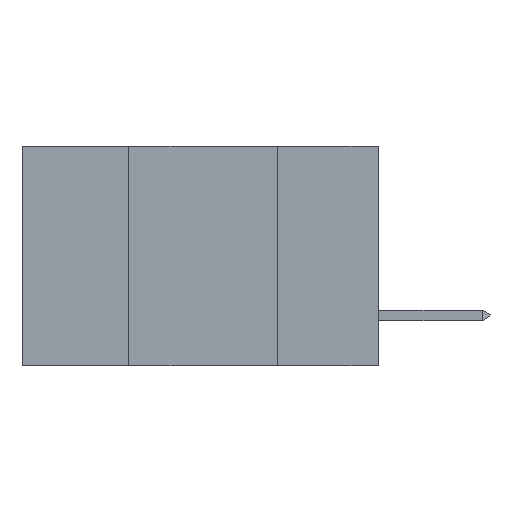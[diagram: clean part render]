
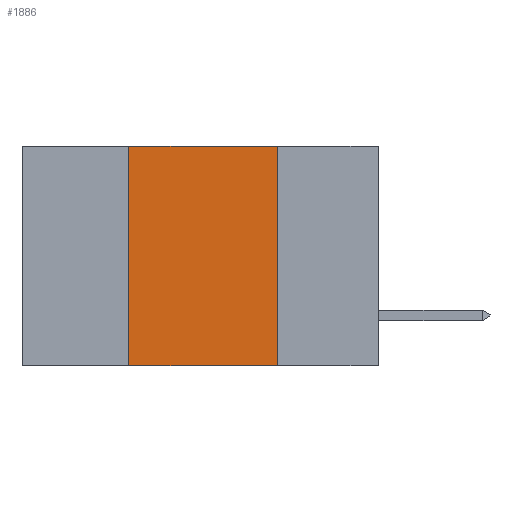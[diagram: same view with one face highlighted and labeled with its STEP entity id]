
A CAD part, left-side view. The second image highlights one B-rep face of the part: STEP entity #1886.
In plain terms, the highlighted planar face has unit normal (-1, 0, 0).
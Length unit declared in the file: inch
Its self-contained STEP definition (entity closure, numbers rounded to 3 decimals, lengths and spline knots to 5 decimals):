
#45 = PLANE ( 'NONE',  #2410 ) ;
#257 = DIRECTION ( 'NONE',  ( 0., -1., 0. ) ) ;
#397 = EDGE_CURVE ( 'NONE', #6033, #8141, #8878, .T. ) ;
#592 = CARTESIAN_POINT ( 'NONE',  ( 0., 0.17, -0.37 ) ) ;
#830 = VECTOR ( 'NONE', #257, 39.37008 ) ;
#1171 = CARTESIAN_POINT ( 'NONE',  ( 0., 0.17, 0. ) ) ;
#1248 = DIRECTION ( 'NONE',  ( 0., -1., 0. ) ) ;
#1886 = ADVANCED_FACE ( 'NONE', ( #5547 ), #45, .F. ) ;
#1903 = CARTESIAN_POINT ( 'NONE',  ( 0., 0.6, -0.37 ) ) ;
#2072 = ORIENTED_EDGE ( 'NONE', *, *, #7257, .F. ) ;
#2192 = VECTOR ( 'NONE', #3834, 39.37008 ) ;
#2399 = CARTESIAN_POINT ( 'NONE',  ( 0., 0.42, -0.37 ) ) ;
#2410 = AXIS2_PLACEMENT_3D ( 'NONE', #6392, #4818, #8508 ) ;
#2954 = EDGE_CURVE ( 'NONE', #6033, #7134, #10185, .T. ) ;
#3285 = CARTESIAN_POINT ( 'NONE',  ( 0., 0.42, -0.37 ) ) ;
#3590 = EDGE_LOOP ( 'NONE', ( #2072, #4686, #11647, #10234 ) ) ;
#3834 = DIRECTION ( 'NONE',  ( 0., 0., -1. ) ) ;
#4354 = DIRECTION ( 'NONE',  ( 0., 0., 1. ) ) ;
#4686 = ORIENTED_EDGE ( 'NONE', *, *, #10139, .F. ) ;
#4818 = DIRECTION ( 'NONE',  ( 1., 0., 0. ) ) ;
#5547 = FACE_OUTER_BOUND ( 'NONE', #3590, .T. ) ;
#6033 = VERTEX_POINT ( 'NONE', #3285 ) ;
#6373 = VERTEX_POINT ( 'NONE', #1171 ) ;
#6392 = CARTESIAN_POINT ( 'NONE',  ( 0., 0.6, 0. ) ) ;
#6546 = LINE ( 'NONE', #8596, #830 ) ;
#7134 = VERTEX_POINT ( 'NONE', #592 ) ;
#7257 = EDGE_CURVE ( 'NONE', #6373, #7134, #10103, .T. ) ;
#7447 = CARTESIAN_POINT ( 'NONE',  ( 0., 0.17, -0.37 ) ) ;
#8141 = VERTEX_POINT ( 'NONE', #9262 ) ;
#8508 = DIRECTION ( 'NONE',  ( 0., 0., -1. ) ) ;
#8596 = CARTESIAN_POINT ( 'NONE',  ( 0., 0.6, 0. ) ) ;
#8878 = LINE ( 'NONE', #2399, #11774 ) ;
#9262 = CARTESIAN_POINT ( 'NONE',  ( 0., 0.42, 0. ) ) ;
#9497 = VECTOR ( 'NONE', #1248, 39.37008 ) ;
#10103 = LINE ( 'NONE', #7447, #2192 ) ;
#10139 = EDGE_CURVE ( 'NONE', #8141, #6373, #6546, .T. ) ;
#10185 = LINE ( 'NONE', #1903, #9497 ) ;
#10234 = ORIENTED_EDGE ( 'NONE', *, *, #2954, .T. ) ;
#11647 = ORIENTED_EDGE ( 'NONE', *, *, #397, .F. ) ;
#11774 = VECTOR ( 'NONE', #4354, 39.37008 ) ;
